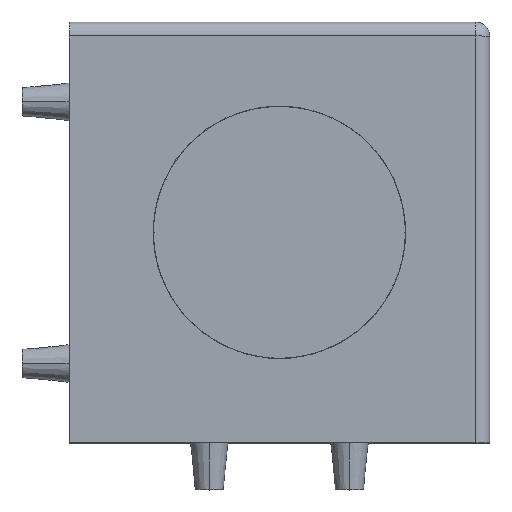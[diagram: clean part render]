
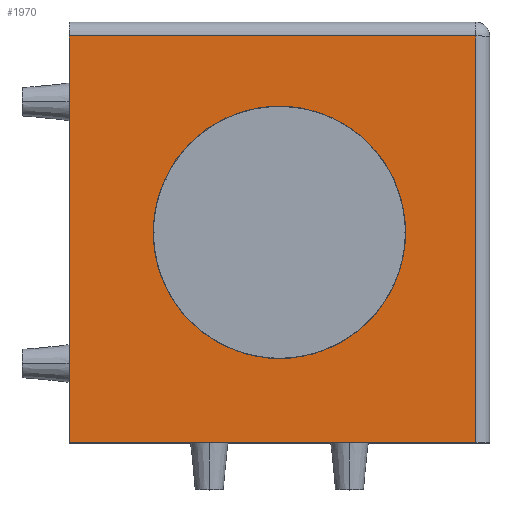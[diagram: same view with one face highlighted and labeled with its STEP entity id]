
A CAD part, top view. The second image highlights one B-rep face of the part: STEP entity #1970.
In plain terms, the highlighted planar face has unit normal (0, 0, 1).
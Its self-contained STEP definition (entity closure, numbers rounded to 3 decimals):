
#13 = VECTOR ( 'NONE', #36, 1000. ) ;
#36 = DIRECTION ( 'NONE',  ( 0., -1., 0. ) ) ;
#115 = CARTESIAN_POINT ( 'NONE',  ( -22.5, 22.5, 22.5 ) ) ;
#137 = LINE ( 'NONE', #2915, #3159 ) ;
#189 = ORIENTED_EDGE ( 'NONE', *, *, #343, .T. ) ;
#266 = DIRECTION ( 'NONE',  ( 1., 0., 0. ) ) ;
#273 = LINE ( 'NONE', #500, #1283 ) ;
#288 = CARTESIAN_POINT ( 'NONE',  ( -22.5, -22.5, 22.5 ) ) ;
#308 = CARTESIAN_POINT ( 'NONE',  ( 21., -22.5, 22.5 ) ) ;
#343 = EDGE_CURVE ( 'NONE', #3348, #3571, #2910, .T. ) ;
#454 = CIRCLE ( 'NONE', #1280, 13.5 ) ;
#480 = DIRECTION ( 'NONE',  ( -1., 0., 0. ) ) ;
#500 = CARTESIAN_POINT ( 'NONE',  ( 21., 22.5, 22.5 ) ) ;
#516 = EDGE_LOOP ( 'NONE', ( #189, #2411 ) ) ;
#559 = ORIENTED_EDGE ( 'NONE', *, *, #3710, .T. ) ;
#564 = EDGE_CURVE ( 'NONE', #649, #2677, #273, .T. ) ;
#570 = ORIENTED_EDGE ( 'NONE', *, *, #564, .T. ) ;
#616 = FACE_OUTER_BOUND ( 'NONE', #2908, .T. ) ;
#625 = DIRECTION ( 'NONE',  ( -1., 0., 0. ) ) ;
#649 = VERTEX_POINT ( 'NONE', #308 ) ;
#651 = AXIS2_PLACEMENT_3D ( 'NONE', #115, #3071, #760 ) ;
#760 = DIRECTION ( 'NONE',  ( -1., 0., 0. ) ) ;
#1002 = CARTESIAN_POINT ( 'NONE',  ( 0., 0., 22.5 ) ) ;
#1061 = DIRECTION ( 'NONE',  ( 0., 0., -1. ) ) ;
#1109 = VECTOR ( 'NONE', #625, 1000. ) ;
#1123 = ORIENTED_EDGE ( 'NONE', *, *, #2779, .T. ) ;
#1169 = CARTESIAN_POINT ( 'NONE',  ( -22.5, 21., 22.5 ) ) ;
#1280 = AXIS2_PLACEMENT_3D ( 'NONE', #1002, #1388, #1691 ) ;
#1283 = VECTOR ( 'NONE', #2002, 1000. ) ;
#1388 = DIRECTION ( 'NONE',  ( 0., 0., -1. ) ) ;
#1402 = ORIENTED_EDGE ( 'NONE', *, *, #3312, .T. ) ;
#1429 = VERTEX_POINT ( 'NONE', #3605 ) ;
#1691 = DIRECTION ( 'NONE',  ( -1., 0., 0. ) ) ;
#1821 = CARTESIAN_POINT ( 'NONE',  ( -22.5, 22.5, 22.5 ) ) ;
#1965 = CARTESIAN_POINT ( 'NONE',  ( -13.5, 0., 22.5 ) ) ;
#1970 = ADVANCED_FACE ( 'NONE', ( #2186, #616 ), #3616, .F. ) ;
#2002 = DIRECTION ( 'NONE',  ( 0., 1., 0. ) ) ;
#2186 = FACE_BOUND ( 'NONE', #516, .T. ) ;
#2294 = CARTESIAN_POINT ( 'NONE',  ( 21., 21., 22.5 ) ) ;
#2386 = AXIS2_PLACEMENT_3D ( 'NONE', #3623, #1061, #480 ) ;
#2411 = ORIENTED_EDGE ( 'NONE', *, *, #3525, .T. ) ;
#2677 = VERTEX_POINT ( 'NONE', #2294 ) ;
#2779 = EDGE_CURVE ( 'NONE', #1429, #3120, #3213, .T. ) ;
#2908 = EDGE_LOOP ( 'NONE', ( #559, #570, #1402, #1123 ) ) ;
#2910 = CIRCLE ( 'NONE', #2386, 13.5 ) ;
#2915 = CARTESIAN_POINT ( 'NONE',  ( -22.5, -22.5, 22.5 ) ) ;
#3071 = DIRECTION ( 'NONE',  ( 0., 0., -1. ) ) ;
#3120 = VERTEX_POINT ( 'NONE', #288 ) ;
#3159 = VECTOR ( 'NONE', #266, 1000. ) ;
#3213 = LINE ( 'NONE', #1821, #13 ) ;
#3233 = CARTESIAN_POINT ( 'NONE',  ( 13.5, 0., 22.5 ) ) ;
#3312 = EDGE_CURVE ( 'NONE', #2677, #1429, #3445, .T. ) ;
#3348 = VERTEX_POINT ( 'NONE', #3233 ) ;
#3445 = LINE ( 'NONE', #1169, #1109 ) ;
#3525 = EDGE_CURVE ( 'NONE', #3571, #3348, #454, .T. ) ;
#3571 = VERTEX_POINT ( 'NONE', #1965 ) ;
#3605 = CARTESIAN_POINT ( 'NONE',  ( -22.5, 21., 22.5 ) ) ;
#3616 = PLANE ( 'NONE',  #651 ) ;
#3623 = CARTESIAN_POINT ( 'NONE',  ( 0., 0., 22.5 ) ) ;
#3710 = EDGE_CURVE ( 'NONE', #3120, #649, #137, .T. ) ;
